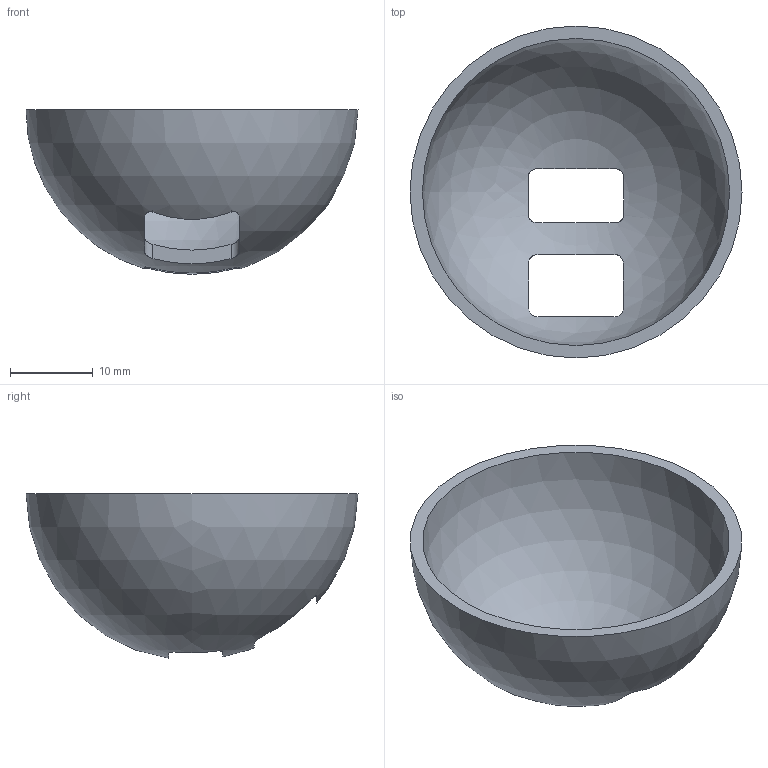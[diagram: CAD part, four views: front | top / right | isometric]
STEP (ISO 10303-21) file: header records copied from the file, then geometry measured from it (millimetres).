
FILE_DESCRIPTION(/* description */ (''),/* implementation_level */ '2;1');
FILE_NAME(/* name */ 'Cable_Hat.step',/* time_stamp */ '2025-07-05T21:26:19+02:00',/* author */ (''),/* organization */ (''),/* preprocessor_version */ 'ST-DEVELOPER v20.1',/* originating_system */ 'Autodesk Translation Framework v14.10.0.0',/* authorisation */ '');
FILE_SCHEMA (('AUTOMOTIVE_DESIGN { 1 0 10303 214 3 1 1 }'));
Length unit declared in the file: millimetre
Products named in the file (1): Cable_Hat
Bounding box: 40 x 40 x 19.8 mm (x, y, z)
Volume: 3215.9 mm3; surface area: 4601.5 mm2
Topology: 1 solids, 1 shells, 19 faces, 54 edges, 36 vertices
Faces by surface type: plane 9, cylinder 8, sphere 2
Entity records: 817 total; most frequent: CARTESIAN_POINT 288, ORIENTED_EDGE 108, DIRECTION 100, EDGE_CURVE 54, AXIS2_PLACEMENT_3D 42, VERTEX_POINT 36, CIRCLE 22, EDGE_LOOP 22
